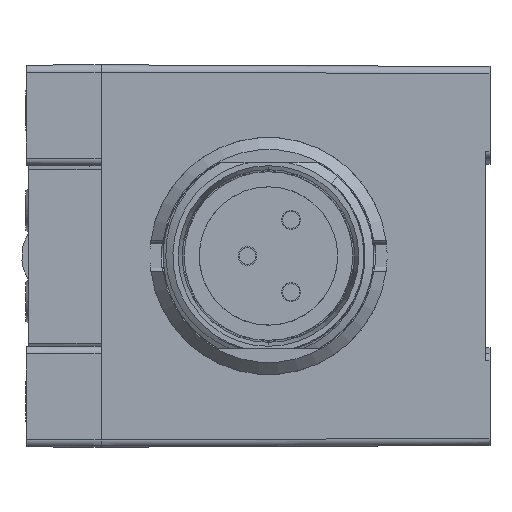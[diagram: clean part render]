
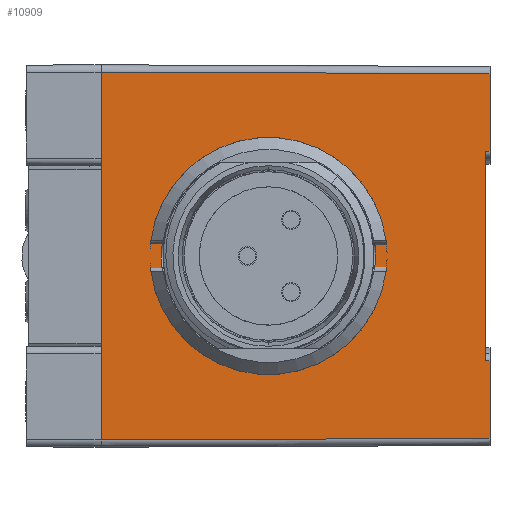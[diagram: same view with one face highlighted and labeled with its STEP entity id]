
A CAD part, left-side view. The second image highlights one B-rep face of the part: STEP entity #10909.
In plain terms, the highlighted planar face has unit normal (-1, -0.004, 0).
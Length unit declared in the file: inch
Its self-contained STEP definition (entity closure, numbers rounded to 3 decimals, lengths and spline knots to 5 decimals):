
#129=DIRECTION('',(0.,0.,1.));
#130=VECTOR('',#129,0.871);
#131=CARTESIAN_POINT('',(-2.19904,0.,-0.4355));
#132=LINE('',#131,#130);
#443=DIRECTION('',(0.,0.,-1.));
#444=VECTOR('',#443,0.81);
#445=CARTESIAN_POINT('',(-2.206,1.595,0.405));
#446=LINE('',#445,#444);
#998=CARTESIAN_POINT('',(-2.19895,-0.02,-0.75695));
#1004=DIRECTION('',(0.,0.,-1.));
#1005=VECTOR('',#1004,0.32137);
#1006=CARTESIAN_POINT('',(-2.19895,-0.02,-0.43559));
#1007=LINE('',#1006,#1005);
#1012=CARTESIAN_POINT('',(-2.19895,-0.02,-0.43559));
#1034=DIRECTION('',(0.,0.,-1.));
#1035=VECTOR('',#1034,0.32137);
#1036=CARTESIAN_POINT('',(-2.19895,-0.02,0.75695));
#1037=LINE('',#1036,#1035);
#1042=CARTESIAN_POINT('',(-2.19895,-0.02,0.75695));
#2953=DIRECTION('',(0.004,-1.,-0.004));
#2954=VECTOR('',#2953,1.61503);
#2955=CARTESIAN_POINT('',(-2.206,1.595,0.764));
#2956=LINE('',#2955,#2954);
#2957=DIRECTION('',(-0.004,1.,-0.004));
#2958=VECTOR('',#2957,0.02);
#2959=CARTESIAN_POINT('',(-2.19895,-0.02,0.43559));
#2960=LINE('',#2959,#2958);
#2961=DIRECTION('',(0.004,-1.,-0.004));
#2962=VECTOR('',#2961,0.02);
#2963=CARTESIAN_POINT('',(-2.19904,0.,-0.4355));
#2964=LINE('',#2963,#2962);
#2965=DIRECTION('',(0.004,-1.,0.004));
#2966=VECTOR('',#2965,1.61503);
#2967=CARTESIAN_POINT('',(-2.206,1.595,-0.764));
#2968=LINE('',#2967,#2966);
#2969=CARTESIAN_POINT('',(-2.20297,0.9,0.445));
#2970=CARTESIAN_POINT('',(-2.2032,0.95244,0.445));
#2971=CARTESIAN_POINT('',(-2.20369,1.06579,
0.426));
#2972=CARTESIAN_POINT('',(-2.20427,1.19753,
0.34103));
#2973=CARTESIAN_POINT('',(-2.2046,1.27527,
0.24494));
#2974=CARTESIAN_POINT('',(-2.20479,1.31673,
0.1643));
#2975=CARTESIAN_POINT('',(-2.20487,1.3364,
0.09462));
#2976=CARTESIAN_POINT('',(-2.2049,1.34384,
0.03975));
#2977=CARTESIAN_POINT('',(-2.20491,1.34558,0.));
#2978=CARTESIAN_POINT('',(-2.2049,1.34384,
-0.03975));
#2979=CARTESIAN_POINT('',(-2.20487,1.3364,
-0.09462));
#2980=CARTESIAN_POINT('',(-2.20479,1.31673,
-0.1643));
#2981=CARTESIAN_POINT('',(-2.2046,1.27527,
-0.24494));
#2982=CARTESIAN_POINT('',(-2.20427,1.19753,
-0.34103));
#2983=CARTESIAN_POINT('',(-2.20369,1.06579,
-0.426));
#2984=CARTESIAN_POINT('',(-2.2032,0.95244,-0.445));
#2985=CARTESIAN_POINT('',(-2.20297,0.9,-0.445));
#2987=CARTESIAN_POINT('',(-2.20297,0.9,-0.445));
#2988=CARTESIAN_POINT('',(-2.20274,0.84756,-0.445));
#2989=CARTESIAN_POINT('',(-2.20224,0.73421,
-0.426));
#2990=CARTESIAN_POINT('',(-2.20167,0.60247,
-0.34103));
#2991=CARTESIAN_POINT('',(-2.20133,0.52473,
-0.24494));
#2992=CARTESIAN_POINT('',(-2.20115,0.48327,
-0.1643));
#2993=CARTESIAN_POINT('',(-2.20106,0.4636,
-0.09462));
#2994=CARTESIAN_POINT('',(-2.20103,0.45616,
-0.03975));
#2995=CARTESIAN_POINT('',(-2.20102,0.45442,0.));
#2996=CARTESIAN_POINT('',(-2.20103,0.45616,
0.03975));
#2997=CARTESIAN_POINT('',(-2.20106,0.4636,
0.09462));
#2998=CARTESIAN_POINT('',(-2.20115,0.48327,
0.1643));
#2999=CARTESIAN_POINT('',(-2.20133,0.52473,
0.24494));
#3000=CARTESIAN_POINT('',(-2.20167,0.60247,
0.34103));
#3001=CARTESIAN_POINT('',(-2.20224,0.73421,
0.426));
#3002=CARTESIAN_POINT('',(-2.20274,0.84756,0.445));
#3003=CARTESIAN_POINT('',(-2.20297,0.9,0.445));
#3013=DIRECTION('',(0.,0.,1.));
#3014=VECTOR('',#3013,0.359);
#3015=CARTESIAN_POINT('',(-2.206,1.595,0.405));
#3016=LINE('',#3015,#3014);
#3021=DIRECTION('',(0.,0.,1.));
#3022=VECTOR('',#3021,0.359);
#3023=CARTESIAN_POINT('',(-2.206,1.595,-0.764));
#3024=LINE('',#3023,#3022);
#3029=CARTESIAN_POINT('',(-2.206,1.595,0.405));
#4049=CARTESIAN_POINT('',(-2.206,1.595,-0.405));
#4491=CARTESIAN_POINT('',(-2.19904,0.,-0.4355));
#6436=VERTEX_POINT('',#4491);
#6448=VERTEX_POINT('',#3029);
#6451=VERTEX_POINT('',#4049);
#6984=VERTEX_POINT('',#1012);
#6994=CARTESIAN_POINT('',(-2.19895,-0.02,0.43559));
#6995=CARTESIAN_POINT('',(-2.19904,0.,0.4355));
#6996=VERTEX_POINT('',#6994);
#6997=VERTEX_POINT('',#6995);
#7001=VERTEX_POINT('',#998);
#7005=CARTESIAN_POINT('',(-2.206,1.595,-0.764));
#7006=VERTEX_POINT('',#7005);
#7010=VERTEX_POINT('',#1042);
#7011=CARTESIAN_POINT('',(-2.206,1.595,0.764));
#7012=VERTEX_POINT('',#7011);
#7191=VERTEX_POINT('',#2969);
#7192=VERTEX_POINT('',#2985);
#10881=CARTESIAN_POINT('',(-2.206,1.595,-0.794));
#10882=DIRECTION('',(-1.,-0.004,0.));
#10883=DIRECTION('',(0.,0.,1.));
#10884=AXIS2_PLACEMENT_3D('',#10881,#10882,#10883);
#10885=PLANE('',#10884);
#10886=ORIENTED_EDGE('',*,*,#7418,.F.);
#10888=ORIENTED_EDGE('',*,*,#10887,.T.);
#10890=ORIENTED_EDGE('',*,*,#10889,.T.);
#10891=ORIENTED_EDGE('',*,*,#8352,.T.);
#10893=ORIENTED_EDGE('',*,*,#10892,.T.);
#10894=ORIENTED_EDGE('',*,*,#7286,.F.);
#10896=ORIENTED_EDGE('',*,*,#10895,.T.);
#10897=ORIENTED_EDGE('',*,*,#8310,.T.);
#10899=ORIENTED_EDGE('',*,*,#10898,.F.);
#10901=ORIENTED_EDGE('',*,*,#10900,.T.);
#10902=EDGE_LOOP('',(#10886,#10888,#10890,#10891,#10893,#10894,#10896,#10897,
#10899,#10901));
#10903=FACE_OUTER_BOUND('',#10902,.F.);
#10904=ORIENTED_EDGE('',*,*,#10871,.T.);
#10906=ORIENTED_EDGE('',*,*,#10905,.T.);
#10907=EDGE_LOOP('',(#10904,#10906));
#10908=FACE_BOUND('',#10907,.F.);
#10909=ADVANCED_FACE('',(#10903,#10908),#10885,.T.);
#2986=B_SPLINE_CURVE_WITH_KNOTS('',3,(#2969,#2970,#2971,#2972,#2973,#2974,#2975,
#2976,#2977,#2978,#2979,#2980,#2981,#2982,#2983,#2984,#2985),.UNSPECIFIED.,.F.,
.F.,(4,1,1,1,1,1,1,1,1,1,1,1,1,1,4),(0.,0.125,0.25,0.3125,0.375,
0.4375,0.46875,0.5,0.53125,0.5625,0.625,0.6875,0.75,0.875,
1.),.UNSPECIFIED.);
#3004=B_SPLINE_CURVE_WITH_KNOTS('',3,(#2987,#2988,#2989,#2990,#2991,#2992,#2993,
#2994,#2995,#2996,#2997,#2998,#2999,#3000,#3001,#3002,#3003),.UNSPECIFIED.,.F.,
.F.,(4,1,1,1,1,1,1,1,1,1,1,1,1,1,4),(0.,0.125,0.25,0.3125,0.375,
0.4375,0.46875,0.5,0.53125,0.5625,0.625,0.6875,0.75,0.875,
1.),.UNSPECIFIED.);
#7286=EDGE_CURVE('',#6436,#6997,#132,.T.);
#7418=EDGE_CURVE('',#6448,#6451,#446,.T.);
#8310=EDGE_CURVE('',#6984,#7001,#1007,.T.);
#8352=EDGE_CURVE('',#7010,#6996,#1037,.T.);
#10871=EDGE_CURVE('',#7191,#7192,#2986,.T.);
#10887=EDGE_CURVE('',#6448,#7012,#3016,.T.);
#10889=EDGE_CURVE('',#7012,#7010,#2956,.T.);
#10892=EDGE_CURVE('',#6996,#6997,#2960,.T.);
#10895=EDGE_CURVE('',#6436,#6984,#2964,.T.);
#10898=EDGE_CURVE('',#7006,#7001,#2968,.T.);
#10900=EDGE_CURVE('',#7006,#6451,#3024,.T.);
#10905=EDGE_CURVE('',#7192,#7191,#3004,.T.);
